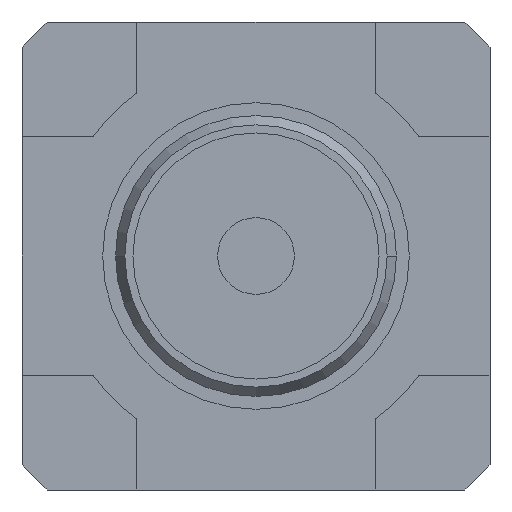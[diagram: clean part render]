
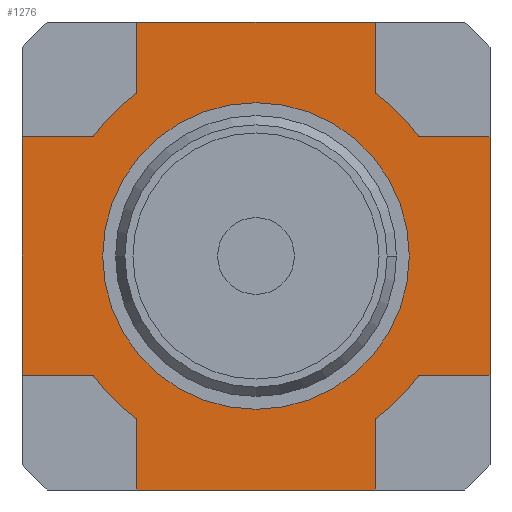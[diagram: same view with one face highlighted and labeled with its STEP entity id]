
A CAD part, left-side view. The second image highlights one B-rep face of the part: STEP entity #1276.
In plain terms, the highlighted planar face has unit normal (-1, 0, 0).
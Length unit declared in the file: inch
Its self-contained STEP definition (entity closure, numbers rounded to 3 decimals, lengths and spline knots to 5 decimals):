
#111=DIRECTION('',(0.,-1.,0.));
#112=VECTOR('',#111,0.118);
#113=CARTESIAN_POINT('',(-0.221,0.059,0.116));
#114=LINE('',#113,#112);
#119=CARTESIAN_POINT('',(-0.221,0.,0.));
#120=DIRECTION('',(1.,0.,0.));
#121=DIRECTION('',(0.,0.807,0.59));
#122=AXIS2_PLACEMENT_3D('',#119,#120,#121);
#154=DIRECTION('',(0.,1.,0.));
#155=VECTOR('',#154,0.03526);
#156=CARTESIAN_POINT('',(-0.221,0.08074,0.059));
#157=LINE('',#156,#155);
#158=DIRECTION('',(0.,-1.,0.));
#159=VECTOR('',#158,0.03526);
#160=CARTESIAN_POINT('',(-0.221,-0.08074,0.059));
#161=LINE('',#160,#159);
#162=DIRECTION('',(0.,0.,-1.));
#163=VECTOR('',#162,0.03526);
#164=CARTESIAN_POINT('',(-0.221,-0.059,-0.08074));
#165=LINE('',#164,#163);
#166=DIRECTION('',(0.,1.,0.));
#167=VECTOR('',#166,0.03526);
#168=CARTESIAN_POINT('',(-0.221,0.08074,-0.059));
#169=LINE('',#168,#167);
#170=DIRECTION('',(0.,0.,1.));
#171=VECTOR('',#170,0.03526);
#172=CARTESIAN_POINT('',(-0.221,0.059,0.08074));
#173=LINE('',#172,#171);
#174=CARTESIAN_POINT('',(-0.221,0.,0.));
#175=DIRECTION('',(-1.,0.,0.));
#176=DIRECTION('',(0.,1.,0.));
#177=AXIS2_PLACEMENT_3D('',#174,#175,#176);
#179=CARTESIAN_POINT('',(-0.221,0.,0.));
#180=DIRECTION('',(-1.,0.,0.));
#181=DIRECTION('',(0.,-1.,0.));
#182=AXIS2_PLACEMENT_3D('',#179,#180,#181);
#188=DIRECTION('',(0.,0.,1.));
#189=VECTOR('',#188,0.03526);
#190=CARTESIAN_POINT('',(-0.221,-0.059,0.08074));
#191=LINE('',#190,#189);
#192=CARTESIAN_POINT('',(-0.221,0.,0.));
#193=DIRECTION('',(1.,0.,0.));
#194=DIRECTION('',(0.,-0.59,0.807));
#195=AXIS2_PLACEMENT_3D('',#192,#193,#194);
#239=DIRECTION('',(0.,0.,-1.));
#240=VECTOR('',#239,0.118);
#241=CARTESIAN_POINT('',(-0.221,-0.116,0.059));
#242=LINE('',#241,#240);
#263=DIRECTION('',(0.,1.,0.));
#264=VECTOR('',#263,0.118);
#265=CARTESIAN_POINT('',(-0.221,-0.059,-0.116));
#266=LINE('',#265,#264);
#271=CARTESIAN_POINT('',(-0.221,0.,0.));
#272=DIRECTION('',(-1.,0.,0.));
#273=DIRECTION('',(0.,-0.59,-0.807));
#274=AXIS2_PLACEMENT_3D('',#271,#272,#273);
#306=DIRECTION('',(0.,-1.,0.));
#307=VECTOR('',#306,0.03526);
#308=CARTESIAN_POINT('',(-0.221,-0.08074,-0.059));
#309=LINE('',#308,#307);
#326=DIRECTION('',(0.,0.,1.));
#327=VECTOR('',#326,0.118);
#328=CARTESIAN_POINT('',(-0.221,0.116,-0.059));
#329=LINE('',#328,#327);
#334=CARTESIAN_POINT('',(-0.221,0.,0.));
#335=DIRECTION('',(-1.,0.,0.));
#336=DIRECTION('',(0.,0.807,-0.59));
#337=AXIS2_PLACEMENT_3D('',#334,#335,#336);
#369=DIRECTION('',(0.,0.,-1.));
#370=VECTOR('',#369,0.03526);
#371=CARTESIAN_POINT('',(-0.221,0.059,-0.08074));
#372=LINE('',#371,#370);
#860=CARTESIAN_POINT('',(-0.221,-0.059,-0.116));
#862=VERTEX_POINT('',#860);
#863=CARTESIAN_POINT('',(-0.221,0.059,-0.116));
#864=VERTEX_POINT('',#863);
#868=CARTESIAN_POINT('',(-0.221,-0.116,0.059));
#870=VERTEX_POINT('',#868);
#871=CARTESIAN_POINT('',(-0.221,-0.116,-0.059));
#872=VERTEX_POINT('',#871);
#876=CARTESIAN_POINT('',(-0.221,0.059,0.116));
#878=VERTEX_POINT('',#876);
#879=CARTESIAN_POINT('',(-0.221,-0.059,0.116));
#880=VERTEX_POINT('',#879);
#884=CARTESIAN_POINT('',(-0.221,0.116,-0.059));
#886=VERTEX_POINT('',#884);
#887=CARTESIAN_POINT('',(-0.221,0.116,0.059));
#888=VERTEX_POINT('',#887);
#911=CARTESIAN_POINT('',(-0.221,-0.059,-0.08074));
#912=VERTEX_POINT('',#911);
#913=CARTESIAN_POINT('',(-0.221,0.059,-0.08074));
#914=VERTEX_POINT('',#913);
#915=CARTESIAN_POINT('',(-0.221,-0.08074,0.059));
#916=VERTEX_POINT('',#915);
#917=CARTESIAN_POINT('',(-0.221,-0.08074,-0.059));
#918=VERTEX_POINT('',#917);
#919=CARTESIAN_POINT('',(-0.221,0.059,0.08074));
#920=VERTEX_POINT('',#919);
#921=CARTESIAN_POINT('',(-0.221,-0.059,0.08074));
#922=VERTEX_POINT('',#921);
#923=CARTESIAN_POINT('',(-0.221,0.08074,-0.059));
#924=VERTEX_POINT('',#923);
#925=CARTESIAN_POINT('',(-0.221,0.08074,0.059));
#926=VERTEX_POINT('',#925);
#935=CARTESIAN_POINT('',(-0.221,0.076,0.));
#936=CARTESIAN_POINT('',(-0.221,-0.076,0.));
#937=VERTEX_POINT('',#935);
#938=VERTEX_POINT('',#936);
#1235=CARTESIAN_POINT('',(-0.221,-0.059,0.));
#1236=DIRECTION('',(1.,0.,0.));
#1237=DIRECTION('',(0.,1.,0.));
#1238=AXIS2_PLACEMENT_3D('',#1235,#1236,#1237);
#1239=PLANE('',#1238);
#1241=ORIENTED_EDGE('',*,*,#1240,.F.);
#1243=ORIENTED_EDGE('',*,*,#1242,.T.);
#1245=ORIENTED_EDGE('',*,*,#1244,.T.);
#1247=ORIENTED_EDGE('',*,*,#1246,.T.);
#1249=ORIENTED_EDGE('',*,*,#1248,.F.);
#1251=ORIENTED_EDGE('',*,*,#1250,.F.);
#1253=ORIENTED_EDGE('',*,*,#1252,.T.);
#1255=ORIENTED_EDGE('',*,*,#1254,.T.);
#1257=ORIENTED_EDGE('',*,*,#1256,.F.);
#1259=ORIENTED_EDGE('',*,*,#1258,.F.);
#1261=ORIENTED_EDGE('',*,*,#1260,.T.);
#1263=ORIENTED_EDGE('',*,*,#1262,.T.);
#1264=ORIENTED_EDGE('',*,*,#1227,.F.);
#1265=ORIENTED_EDGE('',*,*,#1197,.T.);
#1266=ORIENTED_EDGE('',*,*,#1184,.T.);
#1267=ORIENTED_EDGE('',*,*,#1169,.T.);
#1268=EDGE_LOOP('',(#1241,#1243,#1245,#1247,#1249,#1251,#1253,#1255,#1257,#1259,
#1261,#1263,#1264,#1265,#1266,#1267));
#1269=FACE_OUTER_BOUND('',#1268,.F.);
#1271=ORIENTED_EDGE('',*,*,#1270,.T.);
#1273=ORIENTED_EDGE('',*,*,#1272,.T.);
#1274=EDGE_LOOP('',(#1271,#1273));
#1275=FACE_BOUND('',#1274,.F.);
#1276=ADVANCED_FACE('',(#1269,#1275),#1239,.F.);
#123=CIRCLE('',#122,0.1);
#178=CIRCLE('',#177,0.076);
#183=CIRCLE('',#182,0.076);
#196=CIRCLE('',#195,0.1);
#275=CIRCLE('',#274,0.1);
#338=CIRCLE('',#337,0.1);
#1169=EDGE_CURVE('',#878,#880,#114,.T.);
#1184=EDGE_CURVE('',#920,#878,#173,.T.);
#1197=EDGE_CURVE('',#926,#920,#123,.T.);
#1227=EDGE_CURVE('',#926,#888,#157,.T.);
#1240=EDGE_CURVE('',#922,#880,#191,.T.);
#1242=EDGE_CURVE('',#922,#916,#196,.T.);
#1244=EDGE_CURVE('',#916,#870,#161,.T.);
#1246=EDGE_CURVE('',#870,#872,#242,.T.);
#1248=EDGE_CURVE('',#918,#872,#309,.T.);
#1250=EDGE_CURVE('',#912,#918,#275,.T.);
#1252=EDGE_CURVE('',#912,#862,#165,.T.);
#1254=EDGE_CURVE('',#862,#864,#266,.T.);
#1256=EDGE_CURVE('',#914,#864,#372,.T.);
#1258=EDGE_CURVE('',#924,#914,#338,.T.);
#1260=EDGE_CURVE('',#924,#886,#169,.T.);
#1262=EDGE_CURVE('',#886,#888,#329,.T.);
#1270=EDGE_CURVE('',#937,#938,#178,.T.);
#1272=EDGE_CURVE('',#938,#937,#183,.T.);
